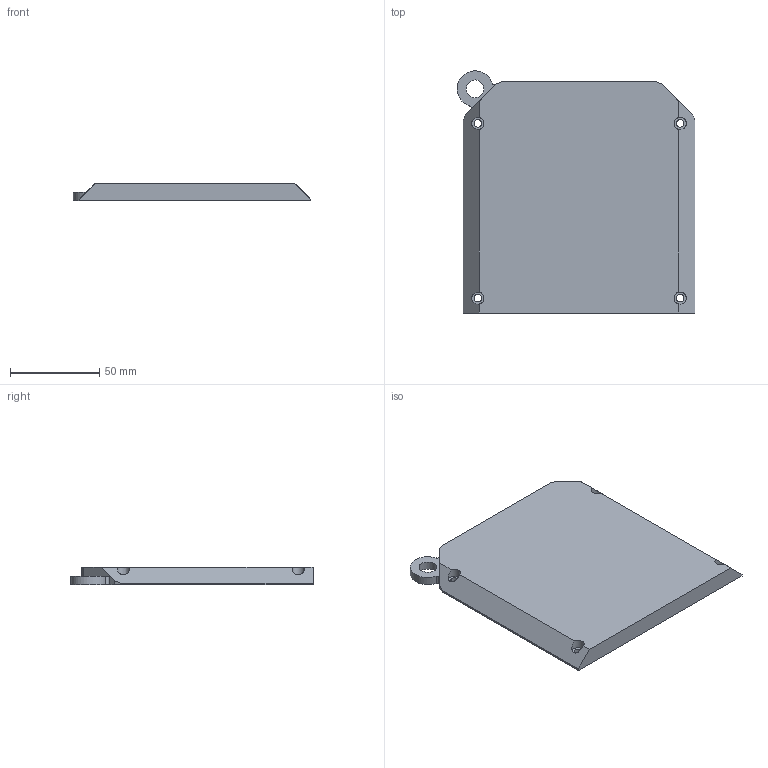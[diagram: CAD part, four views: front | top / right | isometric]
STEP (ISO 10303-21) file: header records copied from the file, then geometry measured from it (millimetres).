
FILE_DESCRIPTION(/* description */ (''),/* implementation_level */ '2;1');
FILE_NAME(/* name */ '5fcc5eafebf62b14eaea0901',/* time_stamp */ '2020-12-06T04:31:43+00:00',/* author */ (''),/* organization */ (''),/* preprocessor_version */ 'ST-DEVELOPER v16.7',/* originating_system */ $,/* authorisation */ $);
FILE_SCHEMA (('AUTOMOTIVE_DESIGN {1 0 10303 214 3 1 1}'));
Length unit declared in the file: metre
Products named in the file (1): Dispenser_case_back_cover v2
Bounding box: 133.38 x 135.92 x 10 mm (x, y, z)
Volume: 155958.4 mm3; surface area: 37735 mm2
Topology: 1 solids, 1 shells, 31 faces, 87 edges, 58 vertices
Faces by surface type: plane 19, cylinder 12
Full cylindrical faces by diameter (mm): 4.166 x4, 6.896 x4, 9.866 x1
Entity records: 978 total; most frequent: DIRECTION 166, CARTESIAN_POINT 160, ORIENTED_EDGE 148, EDGE_CURVE 74, AXIS2_PLACEMENT_3D 60, VERTEX_POINT 54, EDGE_LOOP 50, FACE_BOUND 50
